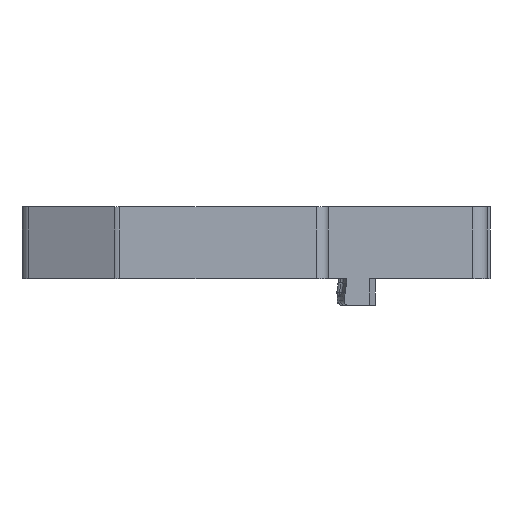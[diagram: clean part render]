
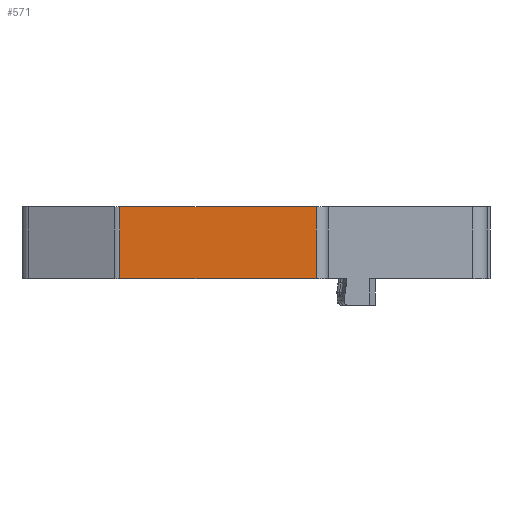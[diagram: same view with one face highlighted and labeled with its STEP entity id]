
A CAD part, left-side view. The second image highlights one B-rep face of the part: STEP entity #571.
In plain terms, the highlighted planar face has unit normal (-1, 0, 0).
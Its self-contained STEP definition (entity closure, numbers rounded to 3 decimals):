
#255=FACE_OUTER_BOUND('',#912,.T.);
#571=ADVANCED_FACE('',(#255),#755,.F.);
#755=PLANE('',#3959);
#912=EDGE_LOOP('',(#1231,#1232,#1233,#1234));
#1231=ORIENTED_EDGE('',*,*,#2684,.T.);
#1232=ORIENTED_EDGE('',*,*,#2685,.T.);
#1233=ORIENTED_EDGE('',*,*,#2686,.F.);
#1234=ORIENTED_EDGE('',*,*,#2683,.T.);
#2292=VERTEX_POINT('',#5766);
#2293=VERTEX_POINT('',#5768);
#2294=VERTEX_POINT('',#5772);
#2295=VERTEX_POINT('',#5774);
#2683=EDGE_CURVE('',#2292,#2293,#3200,.T.);
#2684=EDGE_CURVE('',#2293,#2294,#3201,.T.);
#2685=EDGE_CURVE('',#2294,#2295,#3202,.T.);
#2686=EDGE_CURVE('',#2292,#2295,#3203,.T.);
#3200=LINE('',#5769,#3587);
#3201=LINE('',#5771,#3588);
#3202=LINE('',#5773,#3589);
#3203=LINE('',#5775,#3590);
#3587=VECTOR('',#4390,1.);
#3588=VECTOR('',#4393,1.);
#3589=VECTOR('',#4394,1.);
#3590=VECTOR('',#4395,1.);
#3959=AXIS2_PLACEMENT_3D('',#5776,#4396,#4397);
#4390=DIRECTION('',(0.,0.,-1.));
#4393=DIRECTION('',(0.,-1.,0.));
#4394=DIRECTION('',(0.,0.,1.));
#4395=DIRECTION('',(0.,-1.,0.));
#4396=DIRECTION('',(1.,0.,0.));
#4397=DIRECTION('',(0.,1.,0.));
#5766=CARTESIAN_POINT('',(-38.358,9.37,0.));
#5768=CARTESIAN_POINT('',(-38.358,9.37,-5.));
#5769=CARTESIAN_POINT('',(-38.358,9.37,-5.));
#5771=CARTESIAN_POINT('',(-38.358,-0.095,-5.));
#5772=CARTESIAN_POINT('',(-38.358,-4.295,-5.));
#5773=CARTESIAN_POINT('',(-38.358,-4.295,0.));
#5774=CARTESIAN_POINT('',(-38.358,-4.295,0.));
#5775=CARTESIAN_POINT('',(-38.358,-0.095,0.));
#5776=CARTESIAN_POINT('',(-38.358,9.655,-5.));
